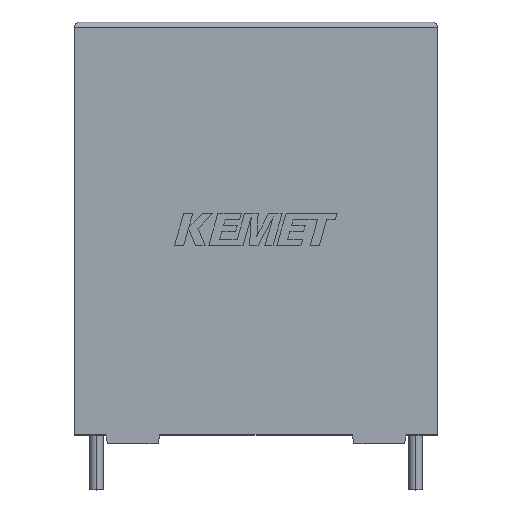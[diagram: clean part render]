
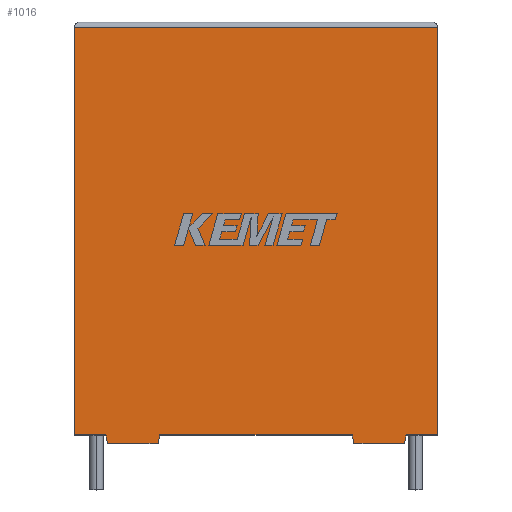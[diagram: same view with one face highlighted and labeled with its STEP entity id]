
A CAD part, top view. The second image highlights one B-rep face of the part: STEP entity #1016.
In plain terms, the highlighted planar face has unit normal (0, 0, 1).
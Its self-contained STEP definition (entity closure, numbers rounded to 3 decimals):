
#5 = VECTOR ( 'NONE', #1045, 1000. ) ;
#81 = CARTESIAN_POINT ( 'NONE',  ( 0., 0., 21.3 ) ) ;
#89 = LINE ( 'NONE', #1608, #2677 ) ;
#111 = CARTESIAN_POINT ( 'NONE',  ( 0., 0., 21.3 ) ) ;
#129 = VECTOR ( 'NONE', #1796, 1000. ) ;
#212 = CARTESIAN_POINT ( 'NONE',  ( 7.365, 0., 21.3 ) ) ;
#225 = CARTESIAN_POINT ( 'NONE',  ( 23.936, 0., 21.3 ) ) ;
#292 = ORIENTED_EDGE ( 'NONE', *, *, #3134, .T. ) ;
#299 = CARTESIAN_POINT ( 'NONE',  ( 0., 0., 21.3 ) ) ;
#308 = EDGE_CURVE ( 'NONE', #821, #3125, #2247, .T. ) ;
#356 = VECTOR ( 'NONE', #897, 1000. ) ;
#388 = PLANE ( 'NONE',  #1500 ) ;
#466 = EDGE_CURVE ( 'NONE', #1771, #1684, #2338, .T. ) ;
#628 = LINE ( 'NONE', #81, #3146 ) ;
#635 = CARTESIAN_POINT ( 'NONE',  ( 28.586, 0., 21.3 ) ) ;
#638 = ORIENTED_EDGE ( 'NONE', *, *, #2688, .T. ) ;
#681 = ORIENTED_EDGE ( 'NONE', *, *, #1396, .T. ) ;
#694 = DIRECTION ( 'NONE',  ( 0., 1., 0. ) ) ;
#724 = VERTEX_POINT ( 'NONE', #3044 ) ;
#749 = EDGE_LOOP ( 'NONE', ( #292, #2106, #1033, #1624, #1492, #681, #638, #834, #1111, #1738, #2308, #1314 ) ) ;
#812 = CARTESIAN_POINT ( 'NONE',  ( 28.436, -0.726, 21.3 ) ) ;
#821 = VERTEX_POINT ( 'NONE', #212 ) ;
#834 = ORIENTED_EDGE ( 'NONE', *, *, #308, .T. ) ;
#897 = DIRECTION ( 'NONE',  ( 0.202, 0.979, 0. ) ) ;
#983 = CARTESIAN_POINT ( 'NONE',  ( 31.3, 35.074, 21.3 ) ) ;
#1003 = CARTESIAN_POINT ( 'NONE',  ( 24.086, -0.726, 21.3 ) ) ;
#1016 = ADVANCED_FACE ( 'NONE', ( #1340 ), #388, .F. ) ;
#1033 = ORIENTED_EDGE ( 'NONE', *, *, #1252, .T. ) ;
#1045 = DIRECTION ( 'NONE',  ( -1., 0., 0. ) ) ;
#1089 = LINE ( 'NONE', #1003, #1672 ) ;
#1111 = ORIENTED_EDGE ( 'NONE', *, *, #3231, .F. ) ;
#1116 = DIRECTION ( 'NONE',  ( 1., 0., 0. ) ) ;
#1136 = LINE ( 'NONE', #2309, #2405 ) ;
#1252 = EDGE_CURVE ( 'NONE', #3229, #1771, #628, .T. ) ;
#1282 = CARTESIAN_POINT ( 'NONE',  ( 2.714, 0., 21.3 ) ) ;
#1314 = ORIENTED_EDGE ( 'NONE', *, *, #2359, .T. ) ;
#1329 = LINE ( 'NONE', #635, #2009 ) ;
#1340 = FACE_OUTER_BOUND ( 'NONE', #749, .T. ) ;
#1355 = VERTEX_POINT ( 'NONE', #812 ) ;
#1367 = VECTOR ( 'NONE', #2430, 1000. ) ;
#1396 = EDGE_CURVE ( 'NONE', #1444, #2264, #1136, .T. ) ;
#1425 = EDGE_CURVE ( 'NONE', #1355, #1893, #2673, .T. ) ;
#1437 = CARTESIAN_POINT ( 'NONE',  ( 31.3, 0., 21.3 ) ) ;
#1440 = DIRECTION ( 'NONE',  ( -1., 0., 0. ) ) ;
#1444 = VERTEX_POINT ( 'NONE', #2815 ) ;
#1471 = VECTOR ( 'NONE', #694, 1000. ) ;
#1492 = ORIENTED_EDGE ( 'NONE', *, *, #1729, .T. ) ;
#1500 = AXIS2_PLACEMENT_3D ( 'NONE', #3241, #1976, #1440 ) ;
#1516 = DIRECTION ( 'NONE',  ( -0.202, 0.979, 0. ) ) ;
#1576 = EDGE_CURVE ( 'NONE', #2499, #1355, #1329, .T. ) ;
#1608 = CARTESIAN_POINT ( 'NONE',  ( 0., 0., 21.3 ) ) ;
#1624 = ORIENTED_EDGE ( 'NONE', *, *, #466, .T. ) ;
#1672 = VECTOR ( 'NONE', #1516, 1000. ) ;
#1684 = VERTEX_POINT ( 'NONE', #3184 ) ;
#1719 = CARTESIAN_POINT ( 'NONE',  ( 7.215, -0.726, 21.3 ) ) ;
#1729 = EDGE_CURVE ( 'NONE', #1684, #1444, #2797, .T. ) ;
#1738 = ORIENTED_EDGE ( 'NONE', *, *, #1425, .F. ) ;
#1771 = VERTEX_POINT ( 'NONE', #2024 ) ;
#1784 = CARTESIAN_POINT ( 'NONE',  ( 28.436, -0.726, 21.3 ) ) ;
#1788 = CARTESIAN_POINT ( 'NONE',  ( 28.586, 0., 21.3 ) ) ;
#1796 = DIRECTION ( 'NONE',  ( 1., 0., 0. ) ) ;
#1844 = VECTOR ( 'NONE', #2131, 1000. ) ;
#1846 = CARTESIAN_POINT ( 'NONE',  ( 24.086, -0.726, 21.3 ) ) ;
#1893 = VERTEX_POINT ( 'NONE', #1846 ) ;
#1902 = CARTESIAN_POINT ( 'NONE',  ( 0., 35.074, 21.3 ) ) ;
#1976 = DIRECTION ( 'NONE',  ( 0., 0., -1. ) ) ;
#2009 = VECTOR ( 'NONE', #2661, 1000. ) ;
#2024 = CARTESIAN_POINT ( 'NONE',  ( 0., 0., 21.3 ) ) ;
#2037 = DIRECTION ( 'NONE',  ( 1., 0., 0. ) ) ;
#2106 = ORIENTED_EDGE ( 'NONE', *, *, #2961, .T. ) ;
#2131 = DIRECTION ( 'NONE',  ( 1., 0., 0. ) ) ;
#2247 = LINE ( 'NONE', #299, #129 ) ;
#2259 = VECTOR ( 'NONE', #3025, 1000. ) ;
#2264 = VERTEX_POINT ( 'NONE', #1719 ) ;
#2308 = ORIENTED_EDGE ( 'NONE', *, *, #1576, .F. ) ;
#2309 = CARTESIAN_POINT ( 'NONE',  ( 2.864, -0.726, 21.3 ) ) ;
#2338 = LINE ( 'NONE', #111, #1844 ) ;
#2359 = EDGE_CURVE ( 'NONE', #2499, #724, #89, .T. ) ;
#2405 = VECTOR ( 'NONE', #2037, 1000. ) ;
#2430 = DIRECTION ( 'NONE',  ( -1., 0., 0. ) ) ;
#2499 = VERTEX_POINT ( 'NONE', #1788 ) ;
#2583 = CARTESIAN_POINT ( 'NONE',  ( 7.215, -0.726, 21.3 ) ) ;
#2661 = DIRECTION ( 'NONE',  ( -0.202, -0.979, 0. ) ) ;
#2672 = LINE ( 'NONE', #2583, #356 ) ;
#2673 = LINE ( 'NONE', #1784, #5 ) ;
#2677 = VECTOR ( 'NONE', #1116, 1000. ) ;
#2688 = EDGE_CURVE ( 'NONE', #2264, #821, #2672, .T. ) ;
#2714 = LINE ( 'NONE', #1902, #1367 ) ;
#2780 = CARTESIAN_POINT ( 'NONE',  ( 0., 35.074, 21.3 ) ) ;
#2790 = LINE ( 'NONE', #1437, #1471 ) ;
#2797 = LINE ( 'NONE', #1282, #2259 ) ;
#2815 = CARTESIAN_POINT ( 'NONE',  ( 2.864, -0.726, 21.3 ) ) ;
#2837 = DIRECTION ( 'NONE',  ( 0., -1., 0. ) ) ;
#2961 = EDGE_CURVE ( 'NONE', #3250, #3229, #2714, .T. ) ;
#3025 = DIRECTION ( 'NONE',  ( 0.202, -0.979, 0. ) ) ;
#3044 = CARTESIAN_POINT ( 'NONE',  ( 31.3, 0., 21.3 ) ) ;
#3125 = VERTEX_POINT ( 'NONE', #225 ) ;
#3134 = EDGE_CURVE ( 'NONE', #724, #3250, #2790, .T. ) ;
#3146 = VECTOR ( 'NONE', #2837, 1000. ) ;
#3184 = CARTESIAN_POINT ( 'NONE',  ( 2.714, 0., 21.3 ) ) ;
#3229 = VERTEX_POINT ( 'NONE', #2780 ) ;
#3231 = EDGE_CURVE ( 'NONE', #1893, #3125, #1089, .T. ) ;
#3241 = CARTESIAN_POINT ( 'NONE',  ( 0., 0., 21.3 ) ) ;
#3250 = VERTEX_POINT ( 'NONE', #983 ) ;
